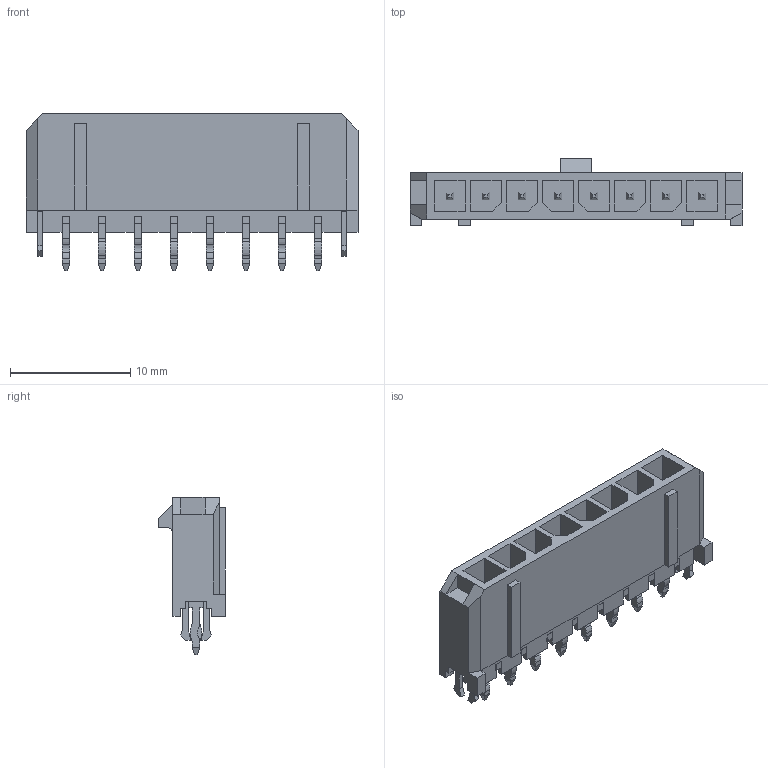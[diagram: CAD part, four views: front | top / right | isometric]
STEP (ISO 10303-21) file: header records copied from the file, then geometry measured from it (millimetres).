
FILE_DESCRIPTION((''),'2;1');
FILE_NAME('436500819','2013-12-20T',('me'),(''),'PRO/ENGINEER BY PARAMETRIC TECHNOLOGY CORPORATION, 2011490','PRO/ENGINEER BY PARAMETRIC TECHNOLOGY CORPORATION, 2011490','');
FILE_SCHEMA(('CONFIG_CONTROL_DESIGN'));
Length unit declared in the file: millimetre
Products named in the file (1): 436500819
Bounding box: 27.64 x 5.61 x 13.08 mm (x, y, z)
Volume: 658.9 mm3; surface area: 1665.4 mm2
Topology: 2 solids, 2 shells, 519 faces, 1396 edges, 902 vertices
Faces by surface type: plane 470, cylinder 49
Entity records: 15895 total; most frequent: CARTESIAN_POINT 2798, ORIENTED_EDGE 2752, DIRECTION 2554, EDGE_CURVE 1376, VECTOR 1278, LINE 1278, VERTEX_POINT 882, AXIS2_PLACEMENT_3D 638
